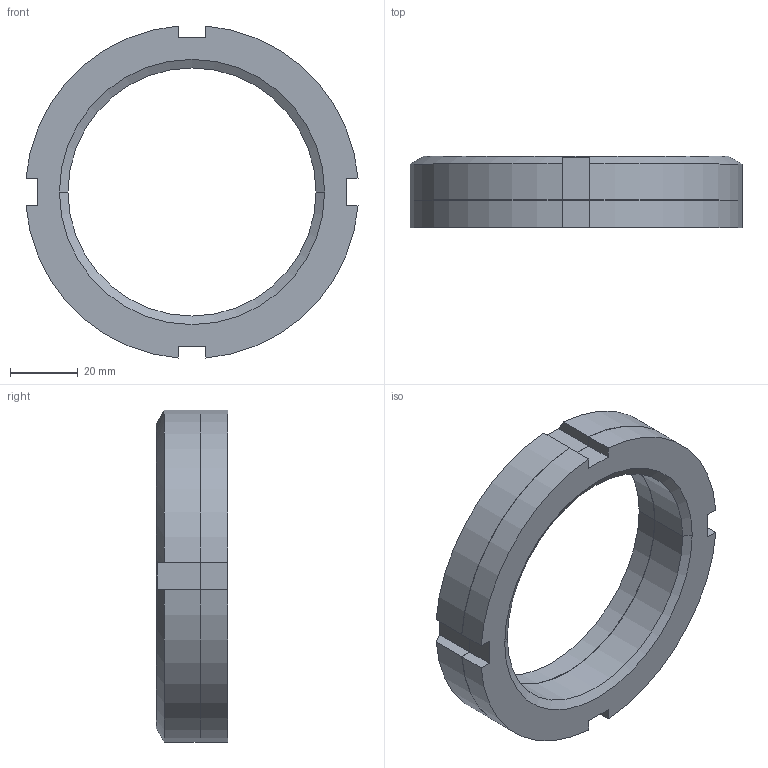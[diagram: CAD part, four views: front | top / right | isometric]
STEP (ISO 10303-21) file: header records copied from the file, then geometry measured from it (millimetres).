
FILE_DESCRIPTION((''),'2;1');
FILE_NAME('1RSTD0753____0','2019-10-29T15:20:54',('kim.bk'),(''),'CREO PARAMETRIC BY PTC INC, 2019010','CREO PARAMETRIC BY PTC INC, 2019010','');
FILE_SCHEMA(('CONFIG_CONTROL_DESIGN'));
Length unit declared in the file: millimetre
Products named in the file (1): 1RSTD0753____0
Bounding box: 97.67 x 21 x 97.67 mm (x, y, z)
Volume: 65757.5 mm3; surface area: 25878 mm2
Topology: 2 solids, 2 shells, 361 faces, 1013 edges, 674 vertices
Faces by surface type: plane 339, cylinder 12, cone 10
Entity records: 11481 total; most frequent: CARTESIAN_POINT 2100, ORIENTED_EDGE 2026, DIRECTION 1759, EDGE_CURVE 1013, VECTOR 961, LINE 961, VERTEX_POINT 674, AXIS2_PLACEMENT_3D 399
